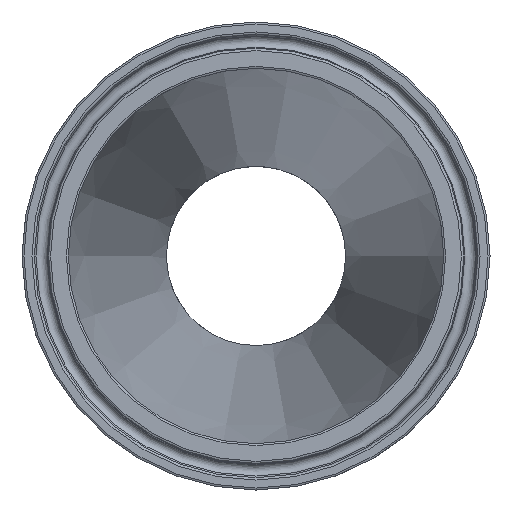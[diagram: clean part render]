
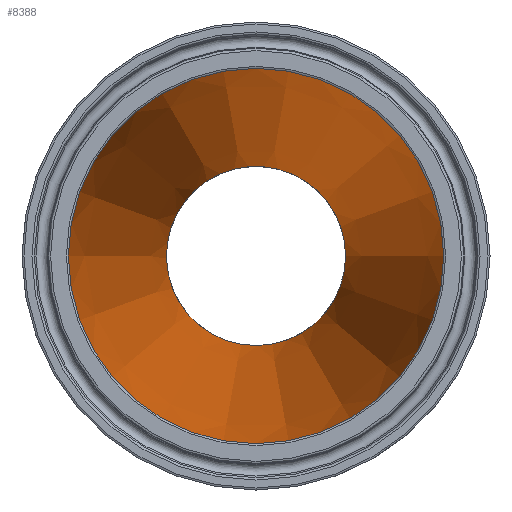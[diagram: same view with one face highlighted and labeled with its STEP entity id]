
A CAD part, left-side view. The second image highlights one B-rep face of the part: STEP entity #8388.
In plain terms, the highlighted conical face has half-angle 7.125 degrees and reference radius 30.099 mm.
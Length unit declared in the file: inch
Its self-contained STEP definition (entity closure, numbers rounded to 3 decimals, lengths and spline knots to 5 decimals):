
#165=FACE_BOUND('',#1578,.T.);
#1030=FACE_OUTER_BOUND('',#1577,.T.);
#1577=EDGE_LOOP('',(#7801));
#1578=EDGE_LOOP('',(#7802));
#2932=CIRCLE('',#8909,0.685);
#2933=CIRCLE('',#8911,1.435);
#4152=VERTEX_POINT('',#18081);
#4153=VERTEX_POINT('',#18084);
#5371=EDGE_CURVE('',#4152,#4152,#2932,.T.);
#5372=EDGE_CURVE('',#4153,#4153,#2933,.T.);
#7801=ORIENTED_EDGE('',*,*,#5371,.T.);
#7802=ORIENTED_EDGE('',*,*,#5372,.F.);
#7855=CONICAL_SURFACE('',#8910,1.185,7.125);
#8388=ADVANCED_FACE('',(#1030,#165),#7855,.F.);
#8909=AXIS2_PLACEMENT_3D('',#18082,#10519,#10520);
#8910=AXIS2_PLACEMENT_3D('',#18083,#10521,#10522);
#8911=AXIS2_PLACEMENT_3D('',#18085,#10523,#10524);
#10519=DIRECTION('center_axis',(1.,0.,0.));
#10520=DIRECTION('ref_axis',(0.,0.789,0.615));
#10521=DIRECTION('center_axis',(-1.,0.,0.));
#10522=DIRECTION('ref_axis',(0.,-1.,0.));
#10523=DIRECTION('center_axis',(1.,0.,0.));
#10524=DIRECTION('ref_axis',(0.,-1.,0.));
#18081=CARTESIAN_POINT('',(6.,0.54023,0.42116));
#18082=CARTESIAN_POINT('Origin',(6.,0.,0.));
#18083=CARTESIAN_POINT('Origin',(2.,0.,0.));
#18084=CARTESIAN_POINT('',(0.,-1.435,0.));
#18085=CARTESIAN_POINT('Origin',(0.,0.,0.));
